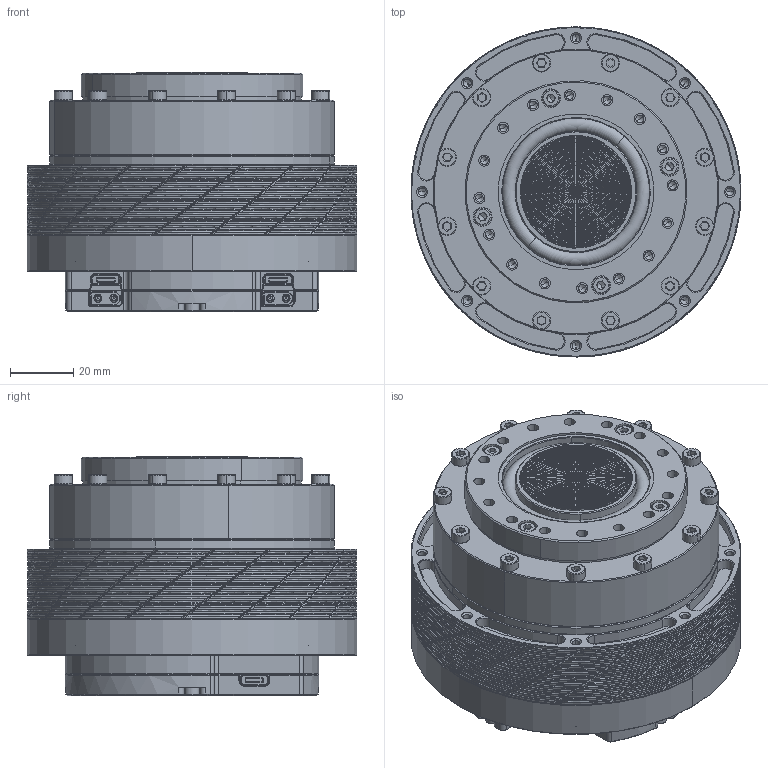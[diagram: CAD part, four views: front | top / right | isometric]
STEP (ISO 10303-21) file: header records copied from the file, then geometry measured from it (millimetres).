
FILE_DESCRIPTION((''),'2;1');
FILE_NAME('PND80-20','2026-02-09T17:51:12',('Administrator'),(''),'CREO PARAMETRIC BY PTC INC, 2020033','CREO PARAMETRIC BY PTC INC, 2020033','');
FILE_SCHEMA(('CONFIG_CONTROL_DESIGN','SHAPE_APPEARANCE_LAYERS_GROUPS'));
Length unit declared in the file: millimetre
Products named in the file (1): PND80-20
Bounding box: 104 x 104 x 75.45 mm (x, y, z)
Volume: 486256.1 mm3; surface area: 57967.5 mm2
Topology: 1 solids, 1 shells, 3685 faces, 10172 edges, 6469 vertices
Faces by surface type: cylinder 1226, cone 912, torus 702, plane 657, sphere 148, bspline 38, extrusion 2
Entity records: 125393 total; most frequent: CARTESIAN_POINT 34547, ORIENTED_EDGE 19872, DIRECTION 18813, EDGE_CURVE 9936, AXIS2_PLACEMENT_3D 8224, VERTEX_POINT 6469, CIRCLE 4579, EDGE_LOOP 3901
